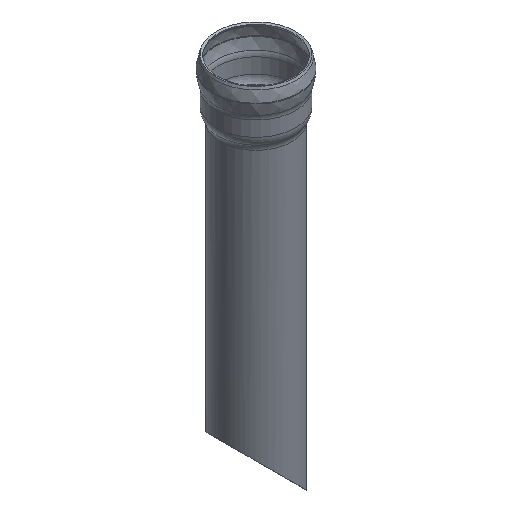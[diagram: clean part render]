
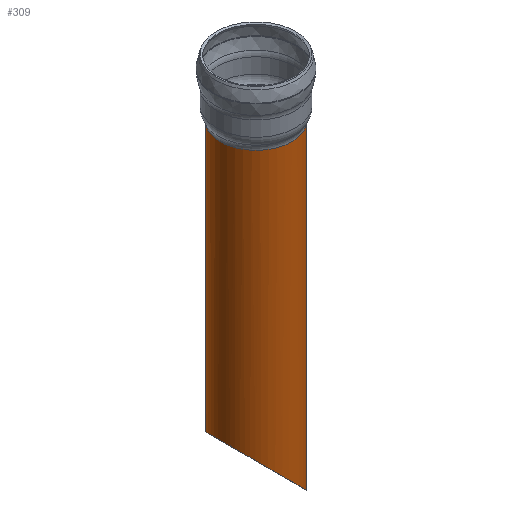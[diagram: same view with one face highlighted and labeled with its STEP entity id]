
A CAD part, isometric view. The second image highlights one B-rep face of the part: STEP entity #309.
In plain terms, the highlighted cylindrical face has radius 265 mm (diameter 530 mm), a full revolution.
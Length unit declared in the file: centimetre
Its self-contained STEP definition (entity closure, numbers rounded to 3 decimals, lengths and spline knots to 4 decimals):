
#37=CIRCLE('',#358,26.5);
#38=CIRCLE('',#359,26.5);
#76=CYLINDRICAL_SURFACE('',#357,26.5);
#84=FACE_OUTER_BOUND('',#105,.T.);
#105=EDGE_LOOP('',(#212,#213,#214,#215,#216));
#123=ELLIPSE('',#353,37.4767,26.5);
#125=VERTEX_POINT('',#546);
#128=VERTEX_POINT('',#555);
#129=VERTEX_POINT('',#557);
#156=EDGE_CURVE('',#125,#125,#123,.T.);
#160=EDGE_CURVE('',#125,#128,#333,.T.);
#161=EDGE_CURVE('',#128,#129,#37,.T.);
#162=EDGE_CURVE('',#129,#128,#38,.T.);
#212=ORIENTED_EDGE('',*,*,#156,.T.);
#213=ORIENTED_EDGE('',*,*,#160,.T.);
#214=ORIENTED_EDGE('',*,*,#161,.T.);
#215=ORIENTED_EDGE('',*,*,#162,.T.);
#216=ORIENTED_EDGE('',*,*,#160,.F.);
#309=ADVANCED_FACE('',(#84),#76,.T.);
#333=LINE('',#556,#343);
#343=VECTOR('',#427,26.5);
#353=AXIS2_PLACEMENT_3D('',#547,#416,#417);
#357=AXIS2_PLACEMENT_3D('',#554,#425,#426);
#358=AXIS2_PLACEMENT_3D('',#558,#428,#429);
#359=AXIS2_PLACEMENT_3D('',#559,#430,#431);
#416=DIRECTION('center_axis',(0.707,0.,0.707));
#417=DIRECTION('ref_axis',(-0.707,0.,0.707));
#425=DIRECTION('center_axis',(0.,0.,-1.));
#426=DIRECTION('ref_axis',(0.,-1.,0.));
#427=DIRECTION('',(0.,0.,1.));
#428=DIRECTION('center_axis',(0.,0.,-1.));
#429=DIRECTION('ref_axis',(1.,0.,0.));
#430=DIRECTION('center_axis',(0.,0.,-1.));
#431=DIRECTION('ref_axis',(1.,0.,0.));
#546=CARTESIAN_POINT('',(0.,26.5,26.5));
#547=CARTESIAN_POINT('Origin',(0.,0.,26.5));
#554=CARTESIAN_POINT('Origin',(0.,0.,244.8727));
#555=CARTESIAN_POINT('',(0.,26.5,244.8727));
#556=CARTESIAN_POINT('',(0.,26.5,244.8727));
#557=CARTESIAN_POINT('',(0.,-26.5,244.8727));
#558=CARTESIAN_POINT('Origin',(0.,0.,244.8727));
#559=CARTESIAN_POINT('Origin',(0.,0.,244.8727));
